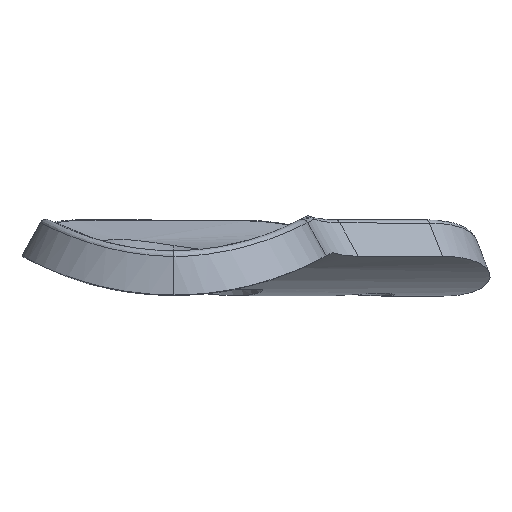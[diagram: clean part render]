
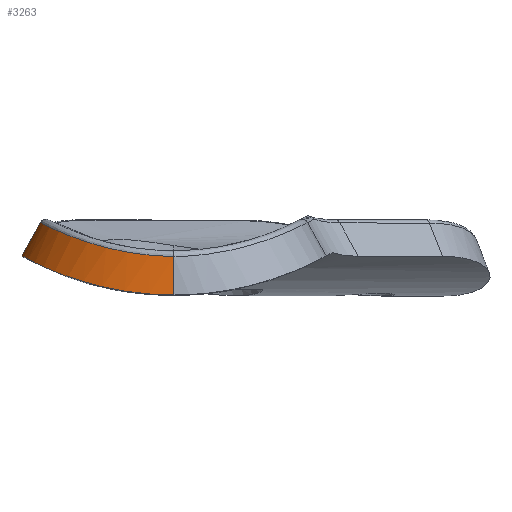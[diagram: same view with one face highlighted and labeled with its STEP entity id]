
A CAD part, top view. The second image highlights one B-rep face of the part: STEP entity #3263.
In plain terms, the highlighted cylindrical face has radius 12 mm (diameter 24 mm), a partial arc.
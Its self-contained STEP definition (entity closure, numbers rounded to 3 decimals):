
#351 = ORIENTED_EDGE ( 'NONE', *, *, #3581, .F. ) ;
#395 = CARTESIAN_POINT ( 'NONE',  ( -1.835, 3.129, -0.409 ) ) ;
#434 = CARTESIAN_POINT ( 'NONE',  ( -9.27, 5.113, -6.302 ) ) ;
#564 = CARTESIAN_POINT ( 'NONE',  ( -3.187, 0.203, -0.346 ) ) ;
#600 = CARTESIAN_POINT ( 'NONE',  ( -10.516, 2.346, -5.841 ) ) ;
#1337 = CARTESIAN_POINT ( 'NONE',  ( -3.589, 3.357, -0.965 ) ) ;
#1376 = CARTESIAN_POINT ( 'NONE',  ( -9.934, 5.429, -8.001 ) ) ;
#1504 = CARTESIAN_POINT ( 'NONE',  ( -4.346, 0.382, -0.674 ) ) ;
#1546 = CARTESIAN_POINT ( 'NONE',  ( -11.429, 2.801, -8.025 ) ) ;
#1706 = CARTESIAN_POINT ( 'NONE',  ( -12., 3.111, -12. ) ) ;
#1830 = VERTEX_POINT ( 'NONE', #11406 ) ;
#1903 = EDGE_CURVE ( 'NONE', #4737, #5816, #6851, .T. ) ;
#1913 = CARTESIAN_POINT ( 'NONE',  ( -12., 3.111, -12. ) ) ;
#1950 = VECTOR ( 'NONE', #5426, 1000. ) ;
#2115 = CARTESIAN_POINT ( 'NONE',  ( 10.489, 18.87, -12. ) ) ;
#2247 = CYLINDRICAL_SURFACE ( 'NONE', #5054, 12. ) ;
#2287 = CARTESIAN_POINT ( 'NONE',  ( -4.886, 3.628, -1.621 ) ) ;
#2324 = CARTESIAN_POINT ( 'NONE',  ( -10.222, 5.574, -9.07 ) ) ;
#2385 = CARTESIAN_POINT ( 'NONE',  ( 0., 0., 0. ) ) ;
#2447 = CARTESIAN_POINT ( 'NONE',  ( -6.159, 0.77, -1.442 ) ) ;
#2481 = CARTESIAN_POINT ( 'NONE',  ( -11.929, 3.071, -10.385 ) ) ;
#2875 = B_SPLINE_CURVE_WITH_KNOTS ( 'NONE', 3,
 ( #3354, #10822, #11765, #6182, #564, #7127, #1504, #8057, #2447, #8996, #3389, #9936, #4342, #10860, #5268, #11806, #6224, #600, #7163, #1546, #8094, #2481, #9038, #3436 ),
 .UNSPECIFIED., .F., .F.,
 ( 4, 2, 2, 2, 2, 2, 2, 2, 2, 2, 2, 4 ),
 ( 0., 0.002, 0.004, 0.005, 0.007, 0.008, 0.01, 0.011, 0.012, 0.014, 0.017, 0.019 ),
 .UNSPECIFIED. ) ;
#3094 = CARTESIAN_POINT ( 'NONE',  ( 0., 3.03, -0.091 ) ) ;
#3233 = CARTESIAN_POINT ( 'NONE',  ( -5.808, 3.862, -2.213 ) ) ;
#3260 = CARTESIAN_POINT ( 'NONE',  ( -10.479, 5.706, -10.516 ) ) ;
#3263 = ADVANCED_FACE ( 'NONE', ( #4697 ), #2247, .T. ) ;
#3354 = CARTESIAN_POINT ( 'NONE',  ( 0., 0., 0. ) ) ;
#3389 = CARTESIAN_POINT ( 'NONE',  ( -7.468, 1.154, -2.309 ) ) ;
#3436 = CARTESIAN_POINT ( 'NONE',  ( -12., 3.111, -12. ) ) ;
#3581 = EDGE_CURVE ( 'NONE', #5547, #1830, #6970, .T. ) ;
#3659 = EDGE_LOOP ( 'NONE', ( #3849, #9414, #351, #10164 ) ) ;
#3849 = ORIENTED_EDGE ( 'NONE', *, *, #1903, .T. ) ;
#4051 = EDGE_CURVE ( 'NONE', #4737, #5547, #2875, .T. ) ;
#4129 = CARTESIAN_POINT ( 'NONE',  ( 0., 3.03, -0.091 ) ) ;
#4172 = CARTESIAN_POINT ( 'NONE',  ( -7.187, 4.284, -3.362 ) ) ;
#4210 = CARTESIAN_POINT ( 'NONE',  ( -10.54, 5.738, -12. ) ) ;
#4342 = CARTESIAN_POINT ( 'NONE',  ( -8.365, 1.458, -3.065 ) ) ;
#4653 = EDGE_CURVE ( 'NONE', #5816, #1830, #6715, .T. ) ;
#4697 = FACE_OUTER_BOUND ( 'NONE', #3659, .T. ) ;
#4737 = VERTEX_POINT ( 'NONE', #2385 ) ;
#5054 = AXIS2_PLACEMENT_3D ( 'NONE', #2115, #8572, #7622 ) ;
#5062 = CARTESIAN_POINT ( 'NONE',  ( -0.372, 3.036, -0.131 ) ) ;
#5102 = CARTESIAN_POINT ( 'NONE',  ( -8.12, 4.63, -4.465 ) ) ;
#5268 = CARTESIAN_POINT ( 'NONE',  ( -9.169, 1.763, -3.909 ) ) ;
#5426 = DIRECTION ( 'NONE',  ( 0.486, 0.874, 0. ) ) ;
#5547 = VERTEX_POINT ( 'NONE', #1913 ) ;
#5816 = VERTEX_POINT ( 'NONE', #10710 ) ;
#5879 = CARTESIAN_POINT ( 'NONE',  ( 0., 1.013, 0. ) ) ;
#6012 = CARTESIAN_POINT ( 'NONE',  ( -1.471, 3.097, -0.324 ) ) ;
#6049 = CARTESIAN_POINT ( 'NONE',  ( -8.733, 4.88, -5.362 ) ) ;
#6182 = CARTESIAN_POINT ( 'NONE',  ( -2.796, 0.156, -0.262 ) ) ;
#6224 = CARTESIAN_POINT ( 'NONE',  ( -9.883, 2.062, -4.842 ) ) ;
#6715 = B_SPLINE_CURVE_WITH_KNOTS ( 'NONE', 3,
 ( #4129, #5062, #11595, #6012, #395, #6954, #1337, #7893, #2287, #8830, #3233, #9769, #4172, #10696, #5102, #11639, #6049, #434, #7003, #1376, #7929, #2324, #8874, #3260, #9806, #4210 ),
 .UNSPECIFIED., .F., .F.,
 ( 4, 2, 2, 2, 2, 2, 2, 2, 2, 2, 2, 2, 4 ),
 ( 0., 0.001, 0.002, 0.004, 0.006, 0.007, 0.009, 0.01, 0.011, 0.013, 0.015, 0.016, 0.018 ),
 .UNSPECIFIED. ) ;
#6851 =( BOUNDED_CURVE ( )  B_SPLINE_CURVE ( 3, ( #8703, #5879, #11460, #3094 ),
 .UNSPECIFIED., .F., .F. ) 
 B_SPLINE_CURVE_WITH_KNOTS ( ( 4, 4 ),
 ( 1.571, 1.694 ),
 .UNSPECIFIED. ) 
 CURVE ( )  GEOMETRIC_REPRESENTATION_ITEM ( )  RATIONAL_B_SPLINE_CURVE ( ( 1., 0.999, 0.999, 1. ) ) 
 REPRESENTATION_ITEM ( '' )  );
#6954 = CARTESIAN_POINT ( 'NONE',  ( -2.906, 3.248, -0.707 ) ) ;
#6970 = LINE ( 'NONE', #1706, #1950 ) ;
#7003 = CARTESIAN_POINT ( 'NONE',  ( -9.569, 5.253, -6.961 ) ) ;
#7127 = CARTESIAN_POINT ( 'NONE',  ( -3.962, 0.317, -0.552 ) ) ;
#7163 = CARTESIAN_POINT ( 'NONE',  ( -10.865, 2.516, -6.545 ) ) ;
#7622 = DIRECTION ( 'NONE',  ( 0.874, -0.486, 0. ) ) ;
#7893 = CARTESIAN_POINT ( 'NONE',  ( -4.568, 3.556, -1.445 ) ) ;
#7929 = CARTESIAN_POINT ( 'NONE',  ( -10.041, 5.482, -8.356 ) ) ;
#8057 = CARTESIAN_POINT ( 'NONE',  ( -5.458, 0.599, -1.093 ) ) ;
#8094 = CARTESIAN_POINT ( 'NONE',  ( -11.645, 2.917, -8.807 ) ) ;
#8572 = DIRECTION ( 'NONE',  ( -0.486, -0.874, 0. ) ) ;
#8703 = CARTESIAN_POINT ( 'NONE',  ( 0., 0., 0. ) ) ;
#8830 = CARTESIAN_POINT ( 'NONE',  ( -5.508, 3.781, -2.005 ) ) ;
#8874 = CARTESIAN_POINT ( 'NONE',  ( -10.298, 5.612, -9.429 ) ) ;
#8996 = CARTESIAN_POINT ( 'NONE',  ( -7.147, 1.054, -2.077 ) ) ;
#9038 = CARTESIAN_POINT ( 'NONE',  ( -12., 3.111, -11.186 ) ) ;
#9414 = ORIENTED_EDGE ( 'NONE', *, *, #4653, .T. ) ;
#9769 = CARTESIAN_POINT ( 'NONE',  ( -6.666, 4.11, -2.871 ) ) ;
#9806 = CARTESIAN_POINT ( 'NONE',  ( -10.54, 5.738, -11.252 ) ) ;
#9936 = CARTESIAN_POINT ( 'NONE',  ( -8.077, 1.356, -2.803 ) ) ;
#10164 = ORIENTED_EDGE ( 'NONE', *, *, #4051, .F. ) ;
#10696 = CARTESIAN_POINT ( 'NONE',  ( -7.895, 4.544, -4.178 ) ) ;
#10710 = CARTESIAN_POINT ( 'NONE',  ( 0., 3.03, -0.091 ) ) ;
#10822 = CARTESIAN_POINT ( 'NONE',  ( -0.813, 0., 0. ) ) ;
#10860 = CARTESIAN_POINT ( 'NONE',  ( -8.911, 1.662, -3.618 ) ) ;
#11406 = CARTESIAN_POINT ( 'NONE',  ( -10.54, 5.738, -12. ) ) ;
#11460 = CARTESIAN_POINT ( 'NONE',  ( 0., 2.024, -0.03 ) ) ;
#11595 = CARTESIAN_POINT ( 'NONE',  ( -0.74, 3.05, -0.186 ) ) ;
#11639 = CARTESIAN_POINT ( 'NONE',  ( -8.539, 4.799, -5.057 ) ) ;
#11765 = CARTESIAN_POINT ( 'NONE',  ( -1.614, 0.04, -0.063 ) ) ;
#11806 = CARTESIAN_POINT ( 'NONE',  ( -9.654, 1.963, -4.52 ) ) ;
